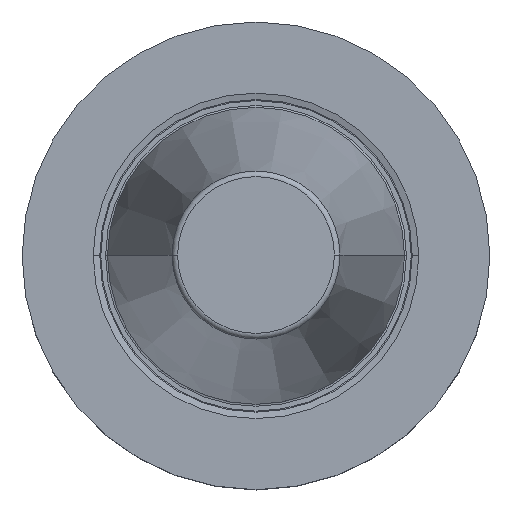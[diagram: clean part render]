
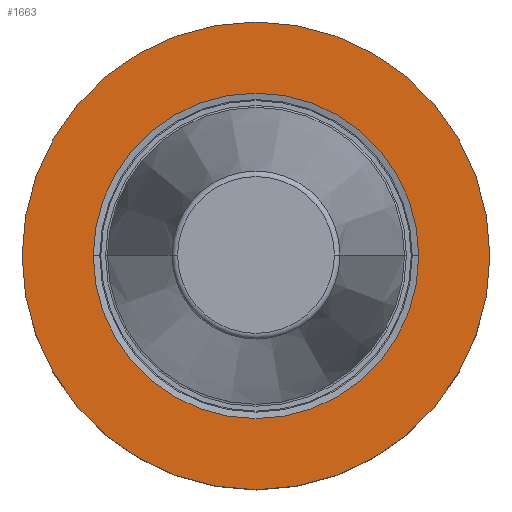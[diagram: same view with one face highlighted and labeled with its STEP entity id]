
A CAD part, top view. The second image highlights one B-rep face of the part: STEP entity #1663.
In plain terms, the highlighted planar face has unit normal (0, 0, 1).
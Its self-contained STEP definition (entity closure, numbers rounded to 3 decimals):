
#114=CARTESIAN_POINT('',(0.,0.,-3.2));
#115=DIRECTION('',(0.,0.,1.));
#116=DIRECTION('',(1.,0.,0.));
#117=AXIS2_PLACEMENT_3D('',#114,#115,#116);
#122=CARTESIAN_POINT('',(0.,0.,-3.2));
#123=DIRECTION('',(0.,0.,-1.));
#124=DIRECTION('',(1.,0.,0.));
#125=AXIS2_PLACEMENT_3D('',#122,#123,#124);
#130=CARTESIAN_POINT('',(0.,0.,-3.2));
#131=DIRECTION('',(0.,0.,1.));
#132=DIRECTION('',(1.,0.,0.));
#133=AXIS2_PLACEMENT_3D('',#130,#131,#132);
#138=CARTESIAN_POINT('',(0.,0.,-3.2));
#139=DIRECTION('',(0.,0.,1.));
#140=DIRECTION('',(-1.,0.,0.));
#141=AXIS2_PLACEMENT_3D('',#138,#139,#140);
#1468=CARTESIAN_POINT('',(25.,0.,-3.2));
#1469=CARTESIAN_POINT('',(-25.,0.,-3.2));
#1470=VERTEX_POINT('',#1468);
#1471=VERTEX_POINT('',#1469);
#1534=CARTESIAN_POINT('',(17.396,0.,-3.2));
#1535=VERTEX_POINT('',#1534);
#1538=CARTESIAN_POINT('',(-17.396,0.,-3.2));
#1539=VERTEX_POINT('',#1538);
#1648=CARTESIAN_POINT('',(0.,0.,-3.2));
#1649=DIRECTION('',(0.,0.,-1.));
#1650=DIRECTION('',(-1.,0.,0.));
#1651=AXIS2_PLACEMENT_3D('',#1648,#1649,#1650);
#1652=PLANE('',#1651);
#1653=ORIENTED_EDGE('',*,*,#1628,.F.);
#1654=ORIENTED_EDGE('',*,*,#1569,.T.);
#1655=EDGE_LOOP('',(#1653,#1654));
#1656=FACE_OUTER_BOUND('',#1655,.F.);
#1658=ORIENTED_EDGE('',*,*,#1657,.T.);
#1660=ORIENTED_EDGE('',*,*,#1659,.T.);
#1661=EDGE_LOOP('',(#1658,#1660));
#1662=FACE_BOUND('',#1661,.F.);
#118=CIRCLE('',#117,25.);
#126=CIRCLE('',#125,25.);
#134=CIRCLE('',#133,17.396);
#142=CIRCLE('',#141,17.396);
#1569=EDGE_CURVE('',#1470,#1471,#126,.T.);
#1628=EDGE_CURVE('',#1470,#1471,#118,.T.);
#1657=EDGE_CURVE('',#1535,#1539,#134,.T.);
#1659=EDGE_CURVE('',#1539,#1535,#142,.T.);
#1663=ADVANCED_FACE('',(#1656,#1662),#1652,.F.);
